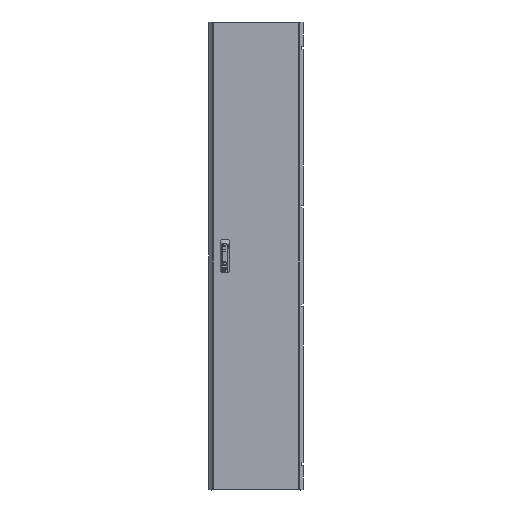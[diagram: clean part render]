
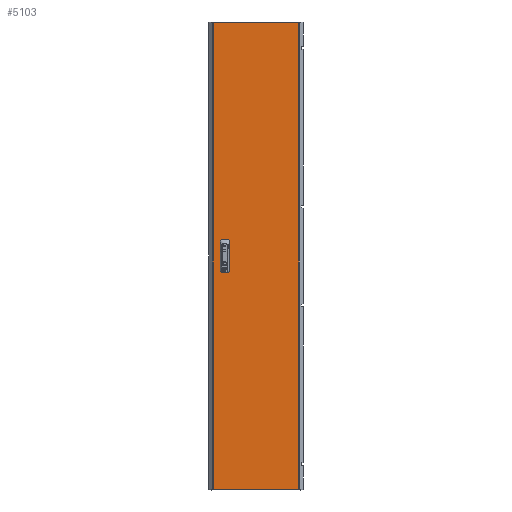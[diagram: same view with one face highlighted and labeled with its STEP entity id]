
A CAD part, top view. The second image highlights one B-rep face of the part: STEP entity #5103.
In plain terms, the highlighted planar face has unit normal (0, 0, 1).
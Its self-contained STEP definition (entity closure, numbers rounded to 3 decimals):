
#3236 = DIRECTION ( 'NONE',  ( 0., -1., 0. ) ) ;
#5103 = ADVANCED_FACE ( 'NONE', ( #52292, #106019, #19194 ), #52971, .F. ) ;
#7193 = CARTESIAN_POINT ( 'NONE',  ( 0., 0., 0. ) ) ;
#8355 = EDGE_CURVE ( 'NONE', #127001, #96527, #64567, .T. ) ;
#10906 = DIRECTION ( 'NONE',  ( -1., 0., 0. ) ) ;
#13460 = EDGE_CURVE ( 'NONE', #57939, #104814, #137258, .T. ) ;
#13744 = LINE ( 'NONE', #111903, #31141 ) ;
#16909 = CARTESIAN_POINT ( 'NONE',  ( -117.5, -62.5, 0. ) ) ;
#17150 = ORIENTED_EDGE ( 'NONE', *, *, #67006, .F. ) ;
#17169 = CARTESIAN_POINT ( 'NONE',  ( -117.5, -12.5, 0. ) ) ;
#17469 = VERTEX_POINT ( 'NONE', #75064 ) ;
#17537 = AXIS2_PLACEMENT_3D ( 'NONE', #7193, #39670, #17808 ) ;
#17695 = VERTEX_POINT ( 'NONE', #74971 ) ;
#17728 = VECTOR ( 'NONE', #120033, 1000. ) ;
#17808 = DIRECTION ( 'NONE',  ( -1., 0., 0. ) ) ;
#19194 = FACE_OUTER_BOUND ( 'NONE', #89582, .T. ) ;
#19896 = LINE ( 'NONE', #62952, #31017 ) ;
#22800 = DIRECTION ( 'NONE',  ( -1., 0., 0. ) ) ;
#25895 = CARTESIAN_POINT ( 'NONE',  ( -117.5, 12.5, 0. ) ) ;
#27546 = EDGE_LOOP ( 'NONE', ( #87510, #36109, #17150, #123733 ) ) ;
#29195 = DIRECTION ( 'NONE',  ( 0., -1., 0. ) ) ;
#31017 = VECTOR ( 'NONE', #95472, 1000. ) ;
#31141 = VECTOR ( 'NONE', #80825, 1000. ) ;
#31850 = VECTOR ( 'NONE', #29195, 1000. ) ;
#36109 = ORIENTED_EDGE ( 'NONE', *, *, #79786, .F. ) ;
#36651 = DIRECTION ( 'NONE',  ( 1., 0., 0. ) ) ;
#39670 = DIRECTION ( 'NONE',  ( 0., 0., -1. ) ) ;
#40359 = VERTEX_POINT ( 'NONE', #137206 ) ;
#42557 = CARTESIAN_POINT ( 'NONE',  ( -177.875, 969.5, 0. ) ) ;
#43075 = EDGE_CURVE ( 'NONE', #17695, #17469, #101647, .T. ) ;
#43132 = CARTESIAN_POINT ( 'NONE',  ( 177.875, 969.5, 0. ) ) ;
#45434 = ORIENTED_EDGE ( 'NONE', *, *, #123728, .F. ) ;
#46642 = VECTOR ( 'NONE', #3236, 1000. ) ;
#50973 = VECTOR ( 'NONE', #133262, 1000. ) ;
#51005 = VERTEX_POINT ( 'NONE', #88142 ) ;
#51240 = ORIENTED_EDGE ( 'NONE', *, *, #13460, .T. ) ;
#52292 = FACE_BOUND ( 'NONE', #135653, .T. ) ;
#52971 = PLANE ( 'NONE',  #17537 ) ;
#54855 = DIRECTION ( 'NONE',  ( -1., 0., 0. ) ) ;
#57812 = CARTESIAN_POINT ( 'NONE',  ( -142.5, -62.5, 0. ) ) ;
#57939 = VERTEX_POINT ( 'NONE', #61774 ) ;
#60668 = CARTESIAN_POINT ( 'NONE',  ( -177.875, -969.5, 0. ) ) ;
#61168 = LINE ( 'NONE', #104270, #64616 ) ;
#61774 = CARTESIAN_POINT ( 'NONE',  ( -177.875, 969.5, 0. ) ) ;
#62749 = EDGE_CURVE ( 'NONE', #17469, #80827, #111364, .T. ) ;
#62811 = CARTESIAN_POINT ( 'NONE',  ( -117.5, 62.5, 0. ) ) ;
#62952 = CARTESIAN_POINT ( 'NONE',  ( -117.5, -62.5, 0. ) ) ;
#64567 = LINE ( 'NONE', #139460, #136968 ) ;
#64611 = DIRECTION ( 'NONE',  ( 0., 1., 0. ) ) ;
#64616 = VECTOR ( 'NONE', #64611, 1000. ) ;
#65392 = LINE ( 'NONE', #110588, #46642 ) ;
#65486 = LINE ( 'NONE', #108593, #131442 ) ;
#67006 = EDGE_CURVE ( 'NONE', #109312, #87649, #93171, .T. ) ;
#72990 = CARTESIAN_POINT ( 'NONE',  ( -177.875, -969.5, 0. ) ) ;
#73565 = CARTESIAN_POINT ( 'NONE',  ( -142.5, -12.5, 0. ) ) ;
#74971 = CARTESIAN_POINT ( 'NONE',  ( -142.5, 12.5, 0. ) ) ;
#75064 = CARTESIAN_POINT ( 'NONE',  ( -117.5, 12.5, 0. ) ) ;
#76966 = CARTESIAN_POINT ( 'NONE',  ( -142.5, 12.5, 0. ) ) ;
#77239 = EDGE_CURVE ( 'NONE', #96527, #109312, #65392, .T. ) ;
#77847 = LINE ( 'NONE', #60668, #105676 ) ;
#78793 = ORIENTED_EDGE ( 'NONE', *, *, #62749, .F. ) ;
#79786 = EDGE_CURVE ( 'NONE', #87649, #127001, #19896, .T. ) ;
#79802 = CARTESIAN_POINT ( 'NONE',  ( -142.5, -62.5, 0. ) ) ;
#80825 = DIRECTION ( 'NONE',  ( 0., -1., 0. ) ) ;
#80827 = VERTEX_POINT ( 'NONE', #62811 ) ;
#83945 = CARTESIAN_POINT ( 'NONE',  ( -177.875, -969.5, 0. ) ) ;
#84136 = ORIENTED_EDGE ( 'NONE', *, *, #43075, .F. ) ;
#87510 = ORIENTED_EDGE ( 'NONE', *, *, #8355, .F. ) ;
#87649 = VERTEX_POINT ( 'NONE', #16909 ) ;
#88142 = CARTESIAN_POINT ( 'NONE',  ( 177.875, -969.5, 0. ) ) ;
#89582 = EDGE_LOOP ( 'NONE', ( #119874, #107853, #51240, #111132 ) ) ;
#93171 = LINE ( 'NONE', #57812, #121144 ) ;
#95472 = DIRECTION ( 'NONE',  ( 0., 1., 0. ) ) ;
#96527 = VERTEX_POINT ( 'NONE', #73565 ) ;
#101647 = LINE ( 'NONE', #76966, #17728 ) ;
#103338 = VERTEX_POINT ( 'NONE', #43132 ) ;
#103498 = ORIENTED_EDGE ( 'NONE', *, *, #105477, .F. ) ;
#103773 = DIRECTION ( 'NONE',  ( 1., 0., 0. ) ) ;
#104270 = CARTESIAN_POINT ( 'NONE',  ( 177.875, -969.5, 0. ) ) ;
#104814 = VERTEX_POINT ( 'NONE', #83945 ) ;
#105477 = EDGE_CURVE ( 'NONE', #40359, #17695, #13744, .T. ) ;
#105676 = VECTOR ( 'NONE', #103773, 1000. ) ;
#105829 = EDGE_CURVE ( 'NONE', #104814, #51005, #77847, .T. ) ;
#106019 = FACE_BOUND ( 'NONE', #27546, .T. ) ;
#106371 = EDGE_CURVE ( 'NONE', #103338, #57939, #127375, .T. ) ;
#107853 = ORIENTED_EDGE ( 'NONE', *, *, #106371, .T. ) ;
#108593 = CARTESIAN_POINT ( 'NONE',  ( -142.5, 62.5, 0. ) ) ;
#109312 = VERTEX_POINT ( 'NONE', #79802 ) ;
#109997 = VECTOR ( 'NONE', #22800, 1000. ) ;
#110588 = CARTESIAN_POINT ( 'NONE',  ( -142.5, -62.5, 0. ) ) ;
#111132 = ORIENTED_EDGE ( 'NONE', *, *, #105829, .T. ) ;
#111364 = LINE ( 'NONE', #25895, #50973 ) ;
#111903 = CARTESIAN_POINT ( 'NONE',  ( -142.5, 12.5, 0. ) ) ;
#112785 = EDGE_CURVE ( 'NONE', #51005, #103338, #61168, .T. ) ;
#119874 = ORIENTED_EDGE ( 'NONE', *, *, #112785, .T. ) ;
#120033 = DIRECTION ( 'NONE',  ( 1., 0., 0. ) ) ;
#121144 = VECTOR ( 'NONE', #36651, 1000. ) ;
#123728 = EDGE_CURVE ( 'NONE', #80827, #40359, #65486, .T. ) ;
#123733 = ORIENTED_EDGE ( 'NONE', *, *, #77239, .F. ) ;
#127001 = VERTEX_POINT ( 'NONE', #17169 ) ;
#127375 = LINE ( 'NONE', #42557, #109997 ) ;
#131442 = VECTOR ( 'NONE', #54855, 1000. ) ;
#133262 = DIRECTION ( 'NONE',  ( 0., 1., 0. ) ) ;
#135653 = EDGE_LOOP ( 'NONE', ( #45434, #78793, #84136, #103498 ) ) ;
#136968 = VECTOR ( 'NONE', #10906, 1000. ) ;
#137206 = CARTESIAN_POINT ( 'NONE',  ( -142.5, 62.5, 0. ) ) ;
#137258 = LINE ( 'NONE', #72990, #31850 ) ;
#139460 = CARTESIAN_POINT ( 'NONE',  ( -142.5, -12.5, 0. ) ) ;
